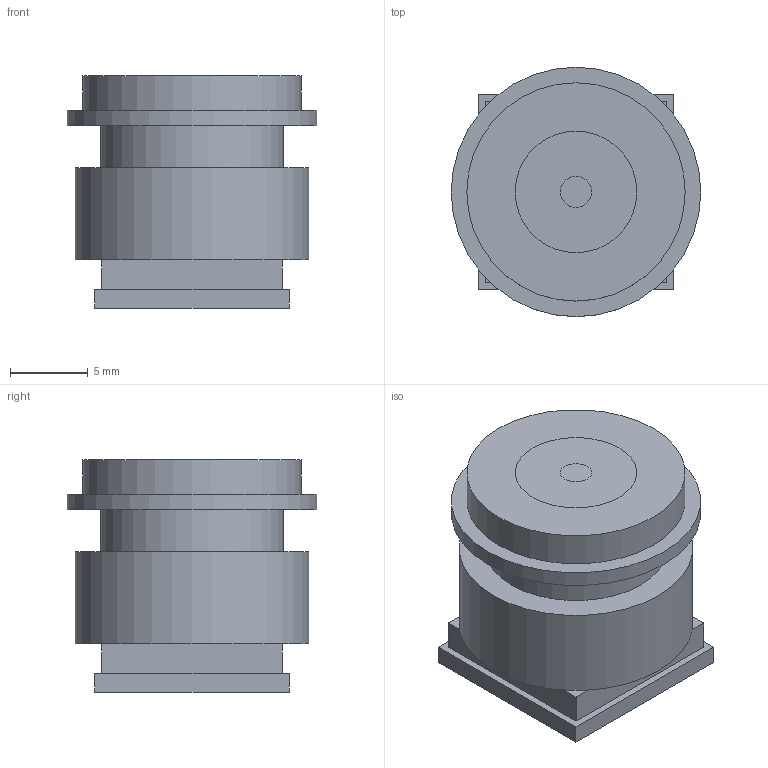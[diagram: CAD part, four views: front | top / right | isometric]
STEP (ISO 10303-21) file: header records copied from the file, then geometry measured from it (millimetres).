
FILE_DESCRIPTION(('Open CASCADE Model'),'2;1');
FILE_NAME('Open CASCADE Shape Model','2019-11-25T13:27:23',('Author'),( 'Open CASCADE'),'Open CASCADE STEP processor 6.8','Open CASCADE 6.8' ,'Unknown');
FILE_SCHEMA(('AUTOMOTIVE_DESIGN { 1 0 10303 214 1 1 1 1 }'));
Length unit declared in the file: millimetre
Products named in the file (18): PCB; Board; Open CASCADE STEP translator 6.8 5.1.1; Free-Models; 6424430608; Cylinder; 6426949360; 8072834128; 6426425152; 8072696416; 8072709200; 7363024416; Extruded
Assembly tree (17 placements, depth 4):
  PCB
    Board
      Open CASCADE STEP translator 6.8 5.1.1
    Free-Models
      6424430608
        Cylinder
      6426949360
        Cylinder
      8072834128
        Cylinder
      6426425152
        Cylinder
      8072696416
        Cylinder
      8072709200
        Cylinder
      7363024416
        Extruded
Bounding box: 16 x 16 x 14.9 mm (x, y, z)
Volume: 2427.9 mm3; surface area: 2702.2 mm2
Topology: 8 solids, 8 shells, 30 faces, 42 edges, 28 vertices
Faces by surface type: plane 24, cylinder 6
Full cylindrical faces by diameter (mm): 2 x1, 7.8 x1, 11.7 x1, 14 x1, 15 x1, 16 x1
Entity records: 1096 total; most frequent: DIRECTION 150, CARTESIAN_POINT 118, ORIENTED_EDGE 84, AXIS2_PLACEMENT_3D 60, EDGE_CURVE 42, PRODUCT_DEFINITION_SHAPE 35, ADVANCED_FACE 30, FACE_BOUND 30
